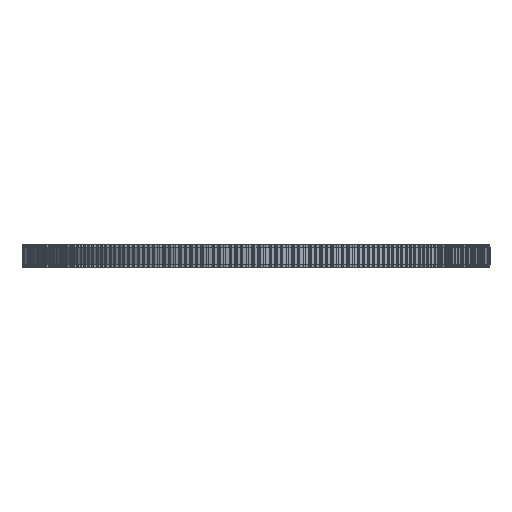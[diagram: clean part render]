
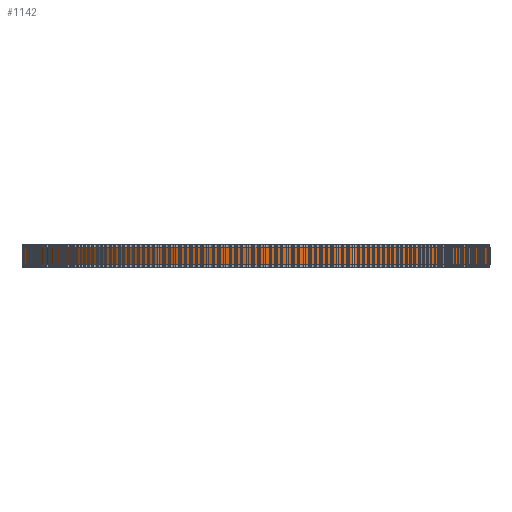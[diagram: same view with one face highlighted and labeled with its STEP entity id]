
A CAD part, front view. The second image highlights one B-rep face of the part: STEP entity #1142.
In plain terms, the highlighted cylindrical face has radius 81.169 mm (diameter 162.338 mm), a full revolution.
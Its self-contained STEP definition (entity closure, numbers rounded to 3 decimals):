
#97=FACE_BOUND('',#4208,.T.);
#98=FACE_BOUND('',#4209,.T.);
#1142=ADVANCED_FACE('',(#97,#98),#2163,.T.);
#2163=CYLINDRICAL_SURFACE('',#22583,81.169);
#4208=EDGE_LOOP('',(#12370));
#4209=EDGE_LOOP('',(#12371));
#12370=ORIENTED_EDGE('',*,*,#17474,.T.);
#12371=ORIENTED_EDGE('',*,*,#17475,.T.);
#14412=VERTEX_POINT('',#35860);
#14413=VERTEX_POINT('',#35862);
#17474=EDGE_CURVE('',#14412,#14412,#19516,.T.);
#17475=EDGE_CURVE('',#14413,#14413,#19517,.T.);
#19516=CIRCLE('',#22581,81.169);
#19517=CIRCLE('',#22582,81.169);
#22581=AXIS2_PLACEMENT_3D('',#35859,#29730,#29731);
#22582=AXIS2_PLACEMENT_3D('',#35861,#29732,#29733);
#22583=AXIS2_PLACEMENT_3D('',#35863,#29734,#29735);
#29730=DIRECTION('',(0.,0.,1.));
#29731=DIRECTION('',(1.,0.,0.));
#29732=DIRECTION('',(0.,0.,-1.));
#29733=DIRECTION('',(1.,0.,0.));
#29734=DIRECTION('',(0.,0.,1.));
#29735=DIRECTION('',(1.,0.,0.));
#35859=CARTESIAN_POINT('',(0.,0.,1.));
#35860=CARTESIAN_POINT('',(81.169,0.,1.));
#35861=CARTESIAN_POINT('',(0.,0.,7.));
#35862=CARTESIAN_POINT('',(81.169,0.,7.));
#35863=CARTESIAN_POINT('',(0.,0.,1.));
